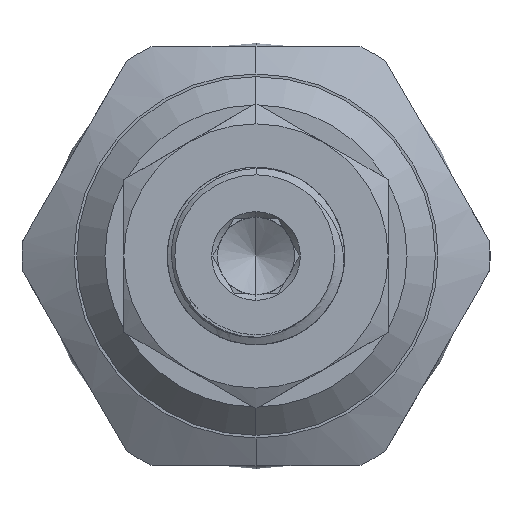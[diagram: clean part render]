
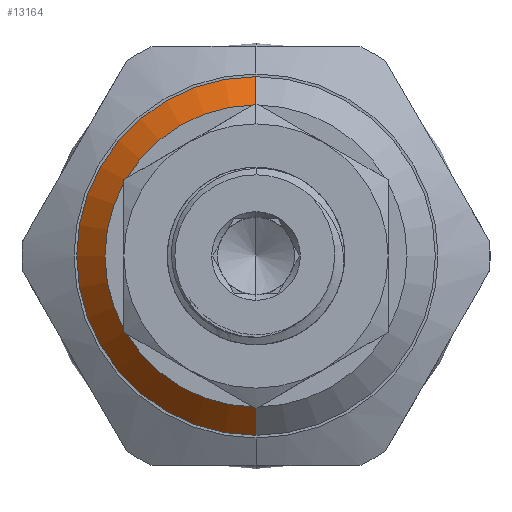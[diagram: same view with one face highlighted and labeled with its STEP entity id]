
A CAD part, left-side view. The second image highlights one B-rep face of the part: STEP entity #13164.
In plain terms, the highlighted conical face has half-angle 45 degrees and reference radius 8 mm.
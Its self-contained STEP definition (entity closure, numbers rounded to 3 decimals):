
#65 = CARTESIAN_POINT ( 'NONE',  ( 0., 0., -8. ) ) ;
#353 = DIRECTION ( 'NONE',  ( 0., 0., -1. ) ) ;
#894 = AXIS2_PLACEMENT_3D ( 'NONE', #11924, #7608, #353 ) ;
#1122 = CIRCLE ( 'NONE', #7863, 9.5 ) ;
#1713 = AXIS2_PLACEMENT_3D ( 'NONE', #3236, #2186, #7590 ) ;
#2142 = EDGE_LOOP ( 'NONE', ( #4722, #7191, #5080, #10202 ) ) ;
#2186 = DIRECTION ( 'NONE',  ( 1., 0., 0. ) ) ;
#2980 = CONICAL_SURFACE ( 'NONE', #1713, 8., 0.785 ) ;
#3236 = CARTESIAN_POINT ( 'NONE',  ( 0., 0., 0. ) ) ;
#3566 = CARTESIAN_POINT ( 'NONE',  ( 0., 0., -8. ) ) ;
#3855 = EDGE_CURVE ( 'NONE', #13626, #10253, #1122, .T. ) ;
#4078 = EDGE_CURVE ( 'NONE', #5316, #10253, #9379, .T. ) ;
#4722 = ORIENTED_EDGE ( 'NONE', *, *, #9953, .F. ) ;
#4999 = FACE_OUTER_BOUND ( 'NONE', #2142, .T. ) ;
#5080 = ORIENTED_EDGE ( 'NONE', *, *, #3855, .F. ) ;
#5316 = VERTEX_POINT ( 'NONE', #12104 ) ;
#5792 = DIRECTION ( 'NONE',  ( 0.707, 0., -0.707 ) ) ;
#5815 = LINE ( 'NONE', #3566, #6997 ) ;
#5993 = CARTESIAN_POINT ( 'NONE',  ( 0., 0., 8. ) ) ;
#6997 = VECTOR ( 'NONE', #5792, 1000. ) ;
#7125 = DIRECTION ( 'NONE',  ( 0.707, 0., 0.707 ) ) ;
#7191 = ORIENTED_EDGE ( 'NONE', *, *, #4078, .T. ) ;
#7590 = DIRECTION ( 'NONE',  ( 0., 0., -1. ) ) ;
#7608 = DIRECTION ( 'NONE',  ( -1., 0., 0. ) ) ;
#7844 = VECTOR ( 'NONE', #7125, 1000. ) ;
#7863 = AXIS2_PLACEMENT_3D ( 'NONE', #12935, #12836, #10827 ) ;
#8096 = CARTESIAN_POINT ( 'NONE',  ( 1.5, 0., 9.5 ) ) ;
#9379 = LINE ( 'NONE', #5993, #7844 ) ;
#9483 = CARTESIAN_POINT ( 'NONE',  ( 1.5, 0., -9.5 ) ) ;
#9953 = EDGE_CURVE ( 'NONE', #5316, #13792, #12701, .T. ) ;
#10202 = ORIENTED_EDGE ( 'NONE', *, *, #13430, .F. ) ;
#10253 = VERTEX_POINT ( 'NONE', #8096 ) ;
#10827 = DIRECTION ( 'NONE',  ( 0., 0., -1. ) ) ;
#11924 = CARTESIAN_POINT ( 'NONE',  ( 0., 0., 0. ) ) ;
#12104 = CARTESIAN_POINT ( 'NONE',  ( 0., 0., 8. ) ) ;
#12701 = CIRCLE ( 'NONE', #894, 8. ) ;
#12836 = DIRECTION ( 'NONE',  ( 1., 0., 0. ) ) ;
#12935 = CARTESIAN_POINT ( 'NONE',  ( 1.5, 0., 0. ) ) ;
#13164 = ADVANCED_FACE ( 'NONE', ( #4999 ), #2980, .T. ) ;
#13430 = EDGE_CURVE ( 'NONE', #13792, #13626, #5815, .T. ) ;
#13626 = VERTEX_POINT ( 'NONE', #9483 ) ;
#13792 = VERTEX_POINT ( 'NONE', #65 ) ;
